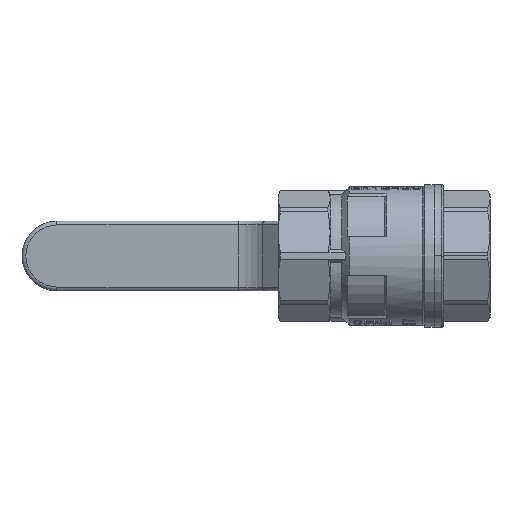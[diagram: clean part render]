
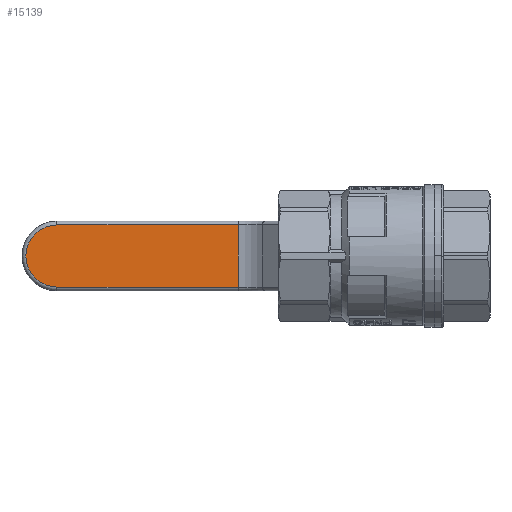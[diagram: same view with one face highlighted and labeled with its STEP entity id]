
A CAD part, front view. The second image highlights one B-rep face of the part: STEP entity #15139.
In plain terms, the highlighted planar face has unit normal (0, -1, 0).
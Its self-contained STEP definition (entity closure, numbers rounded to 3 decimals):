
#992=CIRCLE('',#16481,8.05);
#1802=LINE('',#53966,#2618);
#1804=LINE('',#53978,#2620);
#1815=LINE('',#54007,#2631);
#2618=VECTOR('',#19788,1000.);
#2620=VECTOR('',#19802,1000.);
#2631=VECTOR('',#19833,1000.);
#3048=PLANE('',#16493);
#8133=ORIENTED_EDGE('',*,*,#10613,.T.);
#8134=ORIENTED_EDGE('',*,*,#10598,.T.);
#8135=ORIENTED_EDGE('',*,*,#10595,.T.);
#8136=ORIENTED_EDGE('',*,*,#10592,.T.);
#10592=EDGE_CURVE('',#12132,#12130,#1802,.T.);
#10595=EDGE_CURVE('',#12134,#12132,#992,.T.);
#10598=EDGE_CURVE('',#12136,#12134,#1804,.T.);
#10613=EDGE_CURVE('',#12130,#12136,#1815,.T.);
#12130=VERTEX_POINT('',#53957);
#12132=VERTEX_POINT('',#53963);
#12134=VERTEX_POINT('',#53969);
#12136=VERTEX_POINT('',#53975);
#13278=EDGE_LOOP('',(#8133,#8134,#8135,#8136));
#14232=FACE_BOUND('',#13278,.T.);
#15139=ADVANCED_FACE('',(#14232),#3048,.F.);
#16481=AXIS2_PLACEMENT_3D('',#53972,#19795,#19796);
#16493=AXIS2_PLACEMENT_3D('',#54006,#19831,#19832);
#19788=DIRECTION('',(-1.,0.,0.));
#19795=DIRECTION('',(0.,-1.,0.));
#19796=DIRECTION('',(0.,0.,1.));
#19802=DIRECTION('',(1.,0.,0.));
#19831=DIRECTION('',(0.,1.,0.));
#19832=DIRECTION('',(0.,0.,1.));
#19833=DIRECTION('',(0.,0.,-1.));
#53957=CARTESIAN_POINT('',(37.828,10.7,8.05));
#53963=CARTESIAN_POINT('',(84.95,10.7,8.05));
#53966=CARTESIAN_POINT('',(37.828,10.7,8.05));
#53969=CARTESIAN_POINT('',(84.95,10.7,-8.05));
#53972=CARTESIAN_POINT('',(84.95,10.7,0.));
#53975=CARTESIAN_POINT('',(37.828,10.7,-8.05));
#53978=CARTESIAN_POINT('',(84.95,10.7,-8.05));
#54006=CARTESIAN_POINT('',(37.828,10.7,25.));
#54007=CARTESIAN_POINT('',(37.828,10.7,25.));
